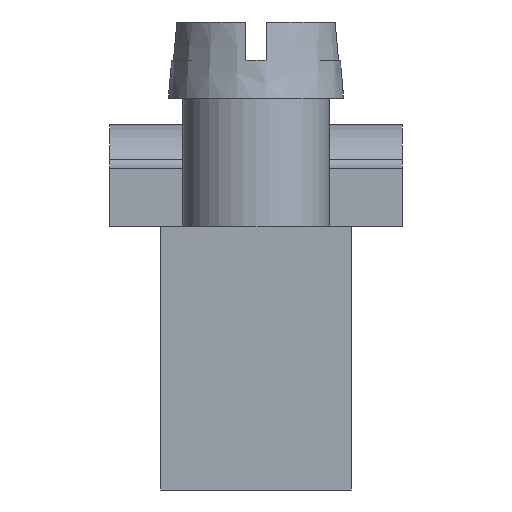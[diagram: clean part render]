
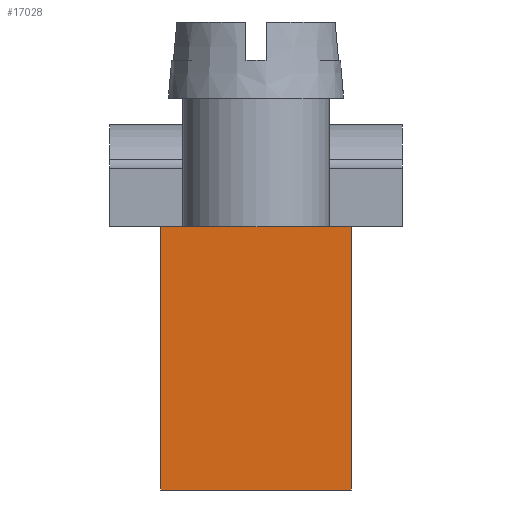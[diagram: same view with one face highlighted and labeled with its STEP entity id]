
A CAD part, left-side view. The second image highlights one B-rep face of the part: STEP entity #17028.
In plain terms, the highlighted planar face has unit normal (-1, 0, 0).
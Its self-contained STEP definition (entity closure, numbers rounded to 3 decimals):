
#1380=ORIENTED_EDGE('',*,*,#4920,.T.);
#1381=ORIENTED_EDGE('',*,*,#4617,.F.);
#1382=ORIENTED_EDGE('',*,*,#4921,.F.);
#1383=ORIENTED_EDGE('',*,*,#4922,.T.);
#4617=EDGE_CURVE('',#6387,#6388,#7584,.T.);
#4920=EDGE_CURVE('',#6690,#6388,#7778,.T.);
#4921=EDGE_CURVE('',#6691,#6387,#7779,.T.);
#4922=EDGE_CURVE('',#6691,#6690,#7780,.T.);
#6387=VERTEX_POINT('',#22507);
#6388=VERTEX_POINT('',#22509);
#6690=VERTEX_POINT('',#23208);
#6691=VERTEX_POINT('',#23210);
#7584=LINE('',#22508,#8520);
#7778=LINE('',#23207,#8714);
#7779=LINE('',#23209,#8715);
#7780=LINE('',#23211,#8716);
#8520=VECTOR('',#19054,1000.);
#8714=VECTOR('',#19654,1000.);
#8715=VECTOR('',#19655,1000.);
#8716=VECTOR('',#19656,1000.);
#9553=EDGE_LOOP('',(#1380,#1381,#1382,#1383));
#10515=FACE_BOUND('',#9553,.T.);
#11445=PLANE('',#17893);
#17028=ADVANCED_FACE('',(#10515),#11445,.F.);
#17893=AXIS2_PLACEMENT_3D('',#23206,#19652,#19653);
#19054=DIRECTION('',(0.,-1.,0.));
#19652=DIRECTION('',(1.,0.,0.));
#19653=DIRECTION('',(0.,0.,-1.));
#19654=DIRECTION('',(0.,0.,1.));
#19655=DIRECTION('',(0.,0.,1.));
#19656=DIRECTION('',(0.,-1.,0.));
#22507=CARTESIAN_POINT('',(-249.5,6.5,0.));
#22508=CARTESIAN_POINT('',(-249.5,6.5,0.));
#22509=CARTESIAN_POINT('',(-249.5,0.,0.));
#23206=CARTESIAN_POINT('',(-249.5,6.5,-9.));
#23207=CARTESIAN_POINT('',(-249.5,0.,-9.));
#23208=CARTESIAN_POINT('',(-249.5,0.,-9.));
#23209=CARTESIAN_POINT('',(-249.5,6.5,-9.));
#23210=CARTESIAN_POINT('',(-249.5,6.5,-9.));
#23211=CARTESIAN_POINT('',(-249.5,6.5,-9.));
